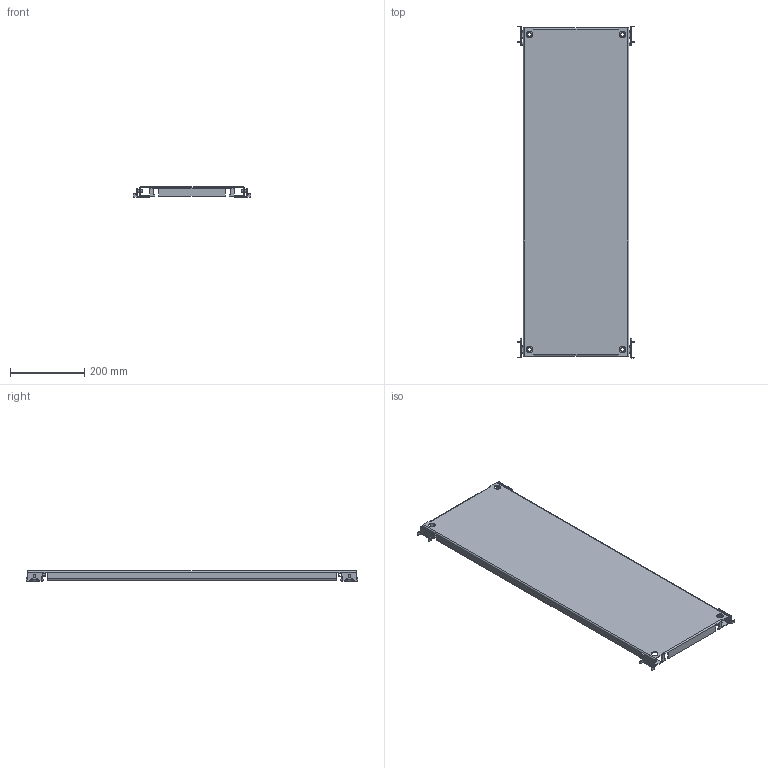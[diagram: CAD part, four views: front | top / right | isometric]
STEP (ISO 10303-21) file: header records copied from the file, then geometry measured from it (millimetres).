
FILE_DESCRIPTION (( 'STEP AP203' ), '1' );
FILE_NAME ('EUPZ-040100.step', '2015-11-24T08:38:29', ( 'Admin' ), ( '' ), 'SwSTEP 2.0', 'SolidWorks 2015', '' );
FILE_SCHEMA (( 'CONFIG_CONTROL_DESIGN' ));
Length unit declared in the file: millimetre
Products named in the file (9): AR_Squadretta_fissaggio_piastra_parziale_ENUX_DX; AR_Montaggio_squadretta_fissaggio_piastra_parziale_ENUX_SX_INF_SENZA_PERNO; AR_Montaggio_squadretta_fissaggio_piastra_parziale_ENUX_DX_SUP_CON_PERNO; Perno_squadretta_piastra_parziale_ENUX; EUPZ-040100; AR_Piastra_parziale_ENUX_0400x1000; AR_Squadretta_fissaggio_piastra_parziale_ENUX_SX; AR_Montaggio_squadretta_fissaggio_piastra_parziale_ENUX_SX_SUP_CON_PERNO; AR_Montaggio_squadretta_fissaggio_piastra_parziale_ENUX_DX_INF_SENZA_PERNO
Assembly tree (11 placements, depth 3):
  EUPZ-040100
    AR_Piastra_parziale_ENUX_0400x1000
    AR_Montaggio_squadretta_fissaggio_piastra_parziale_ENUX_SX_SUP_CON_PERNO
      AR_Squadretta_fissaggio_piastra_parziale_ENUX_SX
    AR_Montaggio_squadretta_fissaggio_piastra_parziale_ENUX_DX_SUP_CON_PERNO
      AR_Squadretta_fissaggio_piastra_parziale_ENUX_DX
    AR_Montaggio_squadretta_fissaggio_piastra_parziale_ENUX_DX_INF_SENZA_PERNO
      AR_Squadretta_fissaggio_piastra_parziale_ENUX_SX
    AR_Montaggio_squadretta_fissaggio_piastra_parziale_ENUX_SX_INF_SENZA_PERNO
      AR_Squadretta_fissaggio_piastra_parziale_ENUX_DX
    Perno_squadretta_piastra_parziale_ENUX  x2
Bounding box: 317 x 895.5 x 27.5 mm (x, y, z)
Volume: 854780.1 mm3; surface area: 696532.2 mm2
Topology: 7 solids, 7 shells, 550 faces, 1412 edges, 876 vertices
Faces by surface type: plane 362, cylinder 180, cone 8
Entity records: 11667 total; most frequent: CARTESIAN_POINT 1906, DIRECTION 1844, ORIENTED_EDGE 1808, EDGE_CURVE 904, LINE 672, VECTOR 672, AXIS2_PLACEMENT_3D 586, VERTEX_POINT 552
